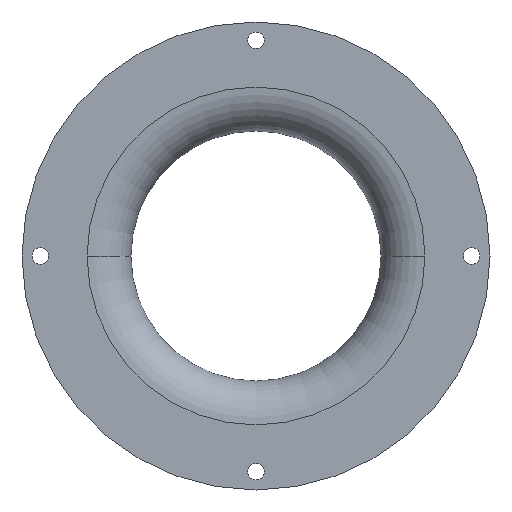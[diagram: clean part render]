
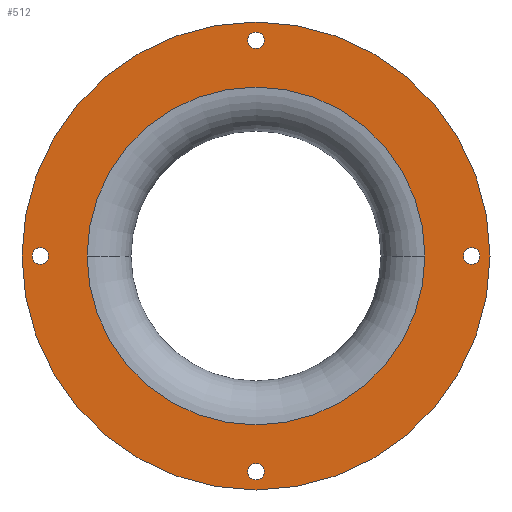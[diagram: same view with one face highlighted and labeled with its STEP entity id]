
A CAD part, front view. The second image highlights one B-rep face of the part: STEP entity #512.
In plain terms, the highlighted planar face has unit normal (0, -1, 0).
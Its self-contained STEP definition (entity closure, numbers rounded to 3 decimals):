
#9 = ORIENTED_EDGE ( 'NONE', *, *, #663, .T. ) ;
#10 = DIRECTION ( 'NONE',  ( 1., 0., 0. ) ) ;
#16 = ORIENTED_EDGE ( 'NONE', *, *, #646, .T. ) ;
#23 = ORIENTED_EDGE ( 'NONE', *, *, #36, .T. ) ;
#26 = AXIS2_PLACEMENT_3D ( 'NONE', #366, #252, #146 ) ;
#27 = EDGE_CURVE ( 'NONE', #196, #531, #447, .T. ) ;
#36 = EDGE_CURVE ( 'NONE', #227, #167, #424, .T. ) ;
#39 = CARTESIAN_POINT ( 'NONE',  ( -56.75, -0.8, 0. ) ) ;
#41 = AXIS2_PLACEMENT_3D ( 'NONE', #48, #266, #669 ) ;
#42 = VERTEX_POINT ( 'NONE', #426 ) ;
#48 = CARTESIAN_POINT ( 'NONE',  ( 0., -0.8, 0. ) ) ;
#49 = DIRECTION ( 'NONE',  ( -1., 0., 0. ) ) ;
#62 = PLANE ( 'NONE',  #41 ) ;
#64 = VERTEX_POINT ( 'NONE', #595 ) ;
#69 = ORIENTED_EDGE ( 'NONE', *, *, #27, .T. ) ;
#72 = AXIS2_PLACEMENT_3D ( 'NONE', #434, #322, #99 ) ;
#79 = VERTEX_POINT ( 'NONE', #39 ) ;
#81 = EDGE_LOOP ( 'NONE', ( #69, #491 ) ) ;
#89 = CIRCLE ( 'NONE', #636, 2.25 ) ;
#93 = ORIENTED_EDGE ( 'NONE', *, *, #506, .F. ) ;
#99 = DIRECTION ( 'NONE',  ( -1., 0., 0. ) ) ;
#108 = CARTESIAN_POINT ( 'NONE',  ( 61.25, -0.8, 0. ) ) ;
#112 = CARTESIAN_POINT ( 'NONE',  ( -2.25, -0.8, 59. ) ) ;
#128 = EDGE_CURVE ( 'NONE', #42, #373, #151, .T. ) ;
#146 = DIRECTION ( 'NONE',  ( 1., 0., 0. ) ) ;
#151 = CIRCLE ( 'NONE', #368, 64. ) ;
#155 = DIRECTION ( 'NONE',  ( -1., 0., 0. ) ) ;
#159 = FACE_BOUND ( 'NONE', #192, .T. ) ;
#163 = DIRECTION ( 'NONE',  ( 0., 1., 0. ) ) ;
#167 = VERTEX_POINT ( 'NONE', #715 ) ;
#168 = CIRCLE ( 'NONE', #195, 46.2 ) ;
#170 = CIRCLE ( 'NONE', #260, 2.25 ) ;
#192 = EDGE_LOOP ( 'NONE', ( #93, #9 ) ) ;
#195 = AXIS2_PLACEMENT_3D ( 'NONE', #282, #336, #10 ) ;
#196 = VERTEX_POINT ( 'NONE', #112 ) ;
#199 = EDGE_LOOP ( 'NONE', ( #667, #23 ) ) ;
#200 = FACE_BOUND ( 'NONE', #601, .T. ) ;
#202 = DIRECTION ( 'NONE',  ( 1., 0., 0. ) ) ;
#207 = CARTESIAN_POINT ( 'NONE',  ( 0., -0.8, 59. ) ) ;
#212 = DIRECTION ( 'NONE',  ( -1., 0., 0. ) ) ;
#216 = DIRECTION ( 'NONE',  ( 1., 0., 0. ) ) ;
#219 = DIRECTION ( 'NONE',  ( 1., 0., 0. ) ) ;
#220 = EDGE_CURVE ( 'NONE', #79, #281, #89, .T. ) ;
#227 = VERTEX_POINT ( 'NONE', #108 ) ;
#250 = AXIS2_PLACEMENT_3D ( 'NONE', #610, #163, #323 ) ;
#252 = DIRECTION ( 'NONE',  ( 0., 1., 0. ) ) ;
#260 = AXIS2_PLACEMENT_3D ( 'NONE', #313, #664, #464 ) ;
#263 = CARTESIAN_POINT ( 'NONE',  ( 59., -0.8, 0. ) ) ;
#265 = CIRCLE ( 'NONE', #593, 2.25 ) ;
#266 = DIRECTION ( 'NONE',  ( 0., -1., 0. ) ) ;
#271 = DIRECTION ( 'NONE',  ( 0., 1., 0. ) ) ;
#275 = CARTESIAN_POINT ( 'NONE',  ( 46.2, -0.8, 0. ) ) ;
#281 = VERTEX_POINT ( 'NONE', #538 ) ;
#282 = CARTESIAN_POINT ( 'NONE',  ( 0., -0.8, 0. ) ) ;
#301 = FACE_BOUND ( 'NONE', #517, .T. ) ;
#313 = CARTESIAN_POINT ( 'NONE',  ( 0., -0.8, 59. ) ) ;
#314 = ORIENTED_EDGE ( 'NONE', *, *, #432, .F. ) ;
#316 = EDGE_CURVE ( 'NONE', #493, #64, #536, .T. ) ;
#322 = DIRECTION ( 'NONE',  ( 0., 1., 0. ) ) ;
#323 = DIRECTION ( 'NONE',  ( 1., 0., 0. ) ) ;
#336 = DIRECTION ( 'NONE',  ( 0., -1., 0. ) ) ;
#343 = CIRCLE ( 'NONE', #72, 2.25 ) ;
#357 = EDGE_CURVE ( 'NONE', #281, #79, #343, .T. ) ;
#360 = EDGE_CURVE ( 'NONE', #167, #227, #525, .T. ) ;
#365 = AXIS2_PLACEMENT_3D ( 'NONE', #417, #420, #155 ) ;
#366 = CARTESIAN_POINT ( 'NONE',  ( 0., -0.8, -59. ) ) ;
#368 = AXIS2_PLACEMENT_3D ( 'NONE', #429, #541, #600 ) ;
#372 = DIRECTION ( 'NONE',  ( 0., 1., 0. ) ) ;
#373 = VERTEX_POINT ( 'NONE', #428 ) ;
#375 = AXIS2_PLACEMENT_3D ( 'NONE', #389, #450, #216 ) ;
#380 = EDGE_CURVE ( 'NONE', #531, #196, #170, .T. ) ;
#389 = CARTESIAN_POINT ( 'NONE',  ( 0., -0.8, 0. ) ) ;
#417 = CARTESIAN_POINT ( 'NONE',  ( 59., -0.8, 0. ) ) ;
#420 = DIRECTION ( 'NONE',  ( 0., 1., 0. ) ) ;
#424 = CIRCLE ( 'NONE', #463, 2.25 ) ;
#426 = CARTESIAN_POINT ( 'NONE',  ( 64., -0.8, 0. ) ) ;
#428 = CARTESIAN_POINT ( 'NONE',  ( -64., -0.8, 0. ) ) ;
#429 = CARTESIAN_POINT ( 'NONE',  ( 0., -0.8, 0. ) ) ;
#432 = EDGE_CURVE ( 'NONE', #42, #373, #647, .T. ) ;
#434 = CARTESIAN_POINT ( 'NONE',  ( -59., -0.8, 0. ) ) ;
#438 = CARTESIAN_POINT ( 'NONE',  ( 0., -0.8, -59. ) ) ;
#447 = CIRCLE ( 'NONE', #693, 2.25 ) ;
#450 = DIRECTION ( 'NONE',  ( 0., 1., 0. ) ) ;
#463 = AXIS2_PLACEMENT_3D ( 'NONE', #263, #720, #202 ) ;
#464 = DIRECTION ( 'NONE',  ( 1., 0., 0. ) ) ;
#468 = ORIENTED_EDGE ( 'NONE', *, *, #316, .T. ) ;
#491 = ORIENTED_EDGE ( 'NONE', *, *, #380, .T. ) ;
#493 = VERTEX_POINT ( 'NONE', #618 ) ;
#506 = EDGE_CURVE ( 'NONE', #648, #685, #168, .T. ) ;
#512 = ADVANCED_FACE ( 'NONE', ( #705, #159, #668, #200, #301, #534 ), #62, .T. ) ;
#517 = EDGE_LOOP ( 'NONE', ( #581, #716 ) ) ;
#525 = CIRCLE ( 'NONE', #365, 2.25 ) ;
#531 = VERTEX_POINT ( 'NONE', #606 ) ;
#534 = FACE_BOUND ( 'NONE', #81, .T. ) ;
#536 = CIRCLE ( 'NONE', #26, 2.25 ) ;
#538 = CARTESIAN_POINT ( 'NONE',  ( -61.25, -0.8, 0. ) ) ;
#541 = DIRECTION ( 'NONE',  ( 0., -1., 0. ) ) ;
#542 = EDGE_LOOP ( 'NONE', ( #314, #655 ) ) ;
#559 = DIRECTION ( 'NONE',  ( 0., 1., 0. ) ) ;
#581 = ORIENTED_EDGE ( 'NONE', *, *, #357, .T. ) ;
#593 = AXIS2_PLACEMENT_3D ( 'NONE', #438, #559, #212 ) ;
#595 = CARTESIAN_POINT ( 'NONE',  ( -2.25, -0.8, -59. ) ) ;
#600 = DIRECTION ( 'NONE',  ( 1., 0., 0. ) ) ;
#601 = EDGE_LOOP ( 'NONE', ( #16, #468 ) ) ;
#606 = CARTESIAN_POINT ( 'NONE',  ( 2.25, -0.8, 59. ) ) ;
#610 = CARTESIAN_POINT ( 'NONE',  ( 0., -0.8, 0. ) ) ;
#617 = CARTESIAN_POINT ( 'NONE',  ( -59., -0.8, 0. ) ) ;
#618 = CARTESIAN_POINT ( 'NONE',  ( 2.25, -0.8, -59. ) ) ;
#636 = AXIS2_PLACEMENT_3D ( 'NONE', #617, #271, #219 ) ;
#646 = EDGE_CURVE ( 'NONE', #64, #493, #265, .T. ) ;
#647 = CIRCLE ( 'NONE', #250, 64. ) ;
#648 = VERTEX_POINT ( 'NONE', #275 ) ;
#655 = ORIENTED_EDGE ( 'NONE', *, *, #128, .T. ) ;
#663 = EDGE_CURVE ( 'NONE', #648, #685, #682, .T. ) ;
#664 = DIRECTION ( 'NONE',  ( 0., 1., 0. ) ) ;
#666 = CARTESIAN_POINT ( 'NONE',  ( -46.2, -0.8, 0. ) ) ;
#667 = ORIENTED_EDGE ( 'NONE', *, *, #360, .T. ) ;
#668 = FACE_BOUND ( 'NONE', #199, .T. ) ;
#669 = DIRECTION ( 'NONE',  ( 0., 0., -1. ) ) ;
#682 = CIRCLE ( 'NONE', #375, 46.2 ) ;
#685 = VERTEX_POINT ( 'NONE', #666 ) ;
#693 = AXIS2_PLACEMENT_3D ( 'NONE', #207, #372, #49 ) ;
#705 = FACE_OUTER_BOUND ( 'NONE', #542, .T. ) ;
#715 = CARTESIAN_POINT ( 'NONE',  ( 56.75, -0.8, 0. ) ) ;
#716 = ORIENTED_EDGE ( 'NONE', *, *, #220, .T. ) ;
#720 = DIRECTION ( 'NONE',  ( 0., 1., 0. ) ) ;
